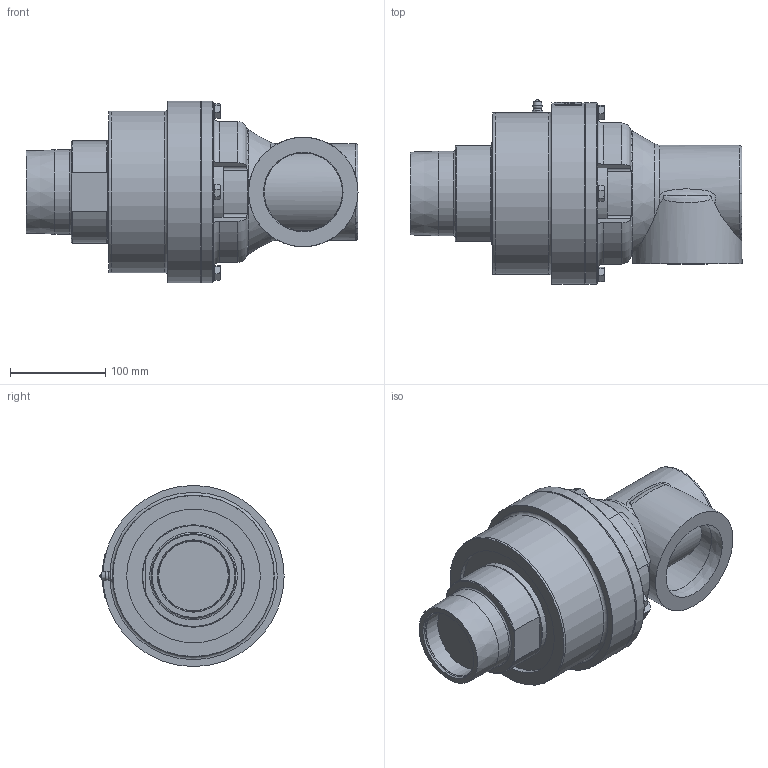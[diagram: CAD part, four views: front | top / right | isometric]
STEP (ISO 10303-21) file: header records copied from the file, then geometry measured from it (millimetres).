
FILE_DESCRIPTION(/* description */ (''),/* implementation_level */ '2;1');
FILE_NAME(/* name */ '857-000-101-IC.stp',/* time_stamp */ '2020-05-20T10:49:10-05:00',/* author */ ('dyurkovich'),/* organization */ (''),/* preprocessor_version */ 'ST-DEVELOPER v18',/* originating_system */ 'Autodesk Inventor 2020',/* authorisation */ '');
FILE_SCHEMA (('AUTOMOTIVE_DESIGN { 1 0 10303 214 3 1 1 }'));
Products named in the file (1): 857-000-101-IC
Bounding box: 348.97 x 193.68 x 190.5 mm (x, y, z)
Volume: 4948752.2 mm3; surface area: 253824.1 mm2
Topology: 1 solids, 2 shells, 1993 faces, 5366 edges, 3578 vertices
Faces by surface type: plane 903, bspline 800, cylinder 242, cone 30, torus 17, sphere 1
Full cylindrical faces by diameter (mm): 5 x1, 9.5 x1, 14.3 x4, 19.1 x4, 73 x1, 73.8 x1, 82.55 x1, 87.468 x1, 88.9 x1, 107.7 x1, 115 x1, 139.7 x1, 140.5 x1, 169.9 x1, 190.5 x2
Entity records: 206564 total; most frequent: CARTESIAN_POINT 159314, ORIENTED_EDGE 10736, DIRECTION 8224, EDGE_CURVE 5368, VERTEX_POINT 3578, AXIS2_PLACEMENT_3D 2930, LINE 2364, VECTOR 2364
